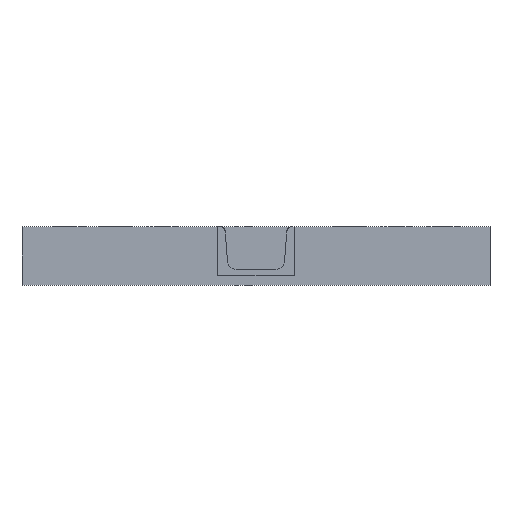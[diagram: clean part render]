
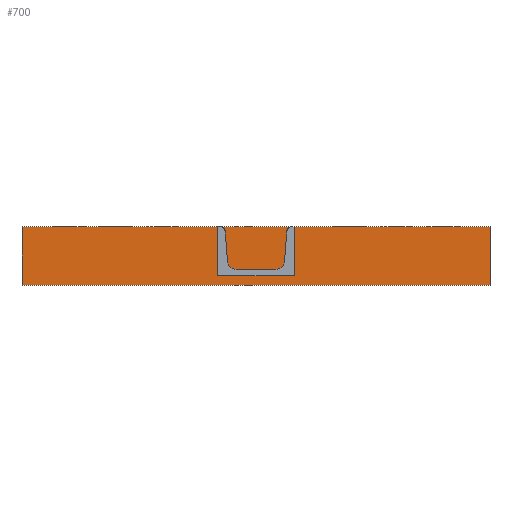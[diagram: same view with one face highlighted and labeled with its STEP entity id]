
A CAD part, front view. The second image highlights one B-rep face of the part: STEP entity #700.
In plain terms, the highlighted planar face has unit normal (0, -1, 0).
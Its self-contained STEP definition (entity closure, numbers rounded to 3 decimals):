
#52 = AXIS2_PLACEMENT_3D ( 'NONE', #628, #245, #223 ) ;
#223 = DIRECTION ( 'NONE',  ( 0., 0., -1. ) ) ;
#245 = DIRECTION ( 'NONE',  ( 0., -1., 0. ) ) ;
#279 = VERTEX_POINT ( 'NONE', #978 ) ;
#328 = CARTESIAN_POINT ( 'NONE',  ( 0., 0., -50. ) ) ;
#346 = VECTOR ( 'NONE', #558, 1000. ) ;
#409 = LINE ( 'NONE', #557, #346 ) ;
#414 = VECTOR ( 'NONE', #567, 1000. ) ;
#453 = EDGE_CURVE ( 'NONE', #279, #1547, #511, .T. ) ;
#456 = LINE ( 'NONE', #549, #507 ) ;
#459 = EDGE_CURVE ( 'NONE', #1317, #1547, #485, .T. ) ;
#464 = EDGE_CURVE ( 'NONE', #1074, #1317, #456, .T. ) ;
#472 = EDGE_CURVE ( 'NONE', #1074, #279, #409, .T. ) ;
#485 = LINE ( 'NONE', #570, #414 ) ;
#491 = VECTOR ( 'NONE', #579, 1000. ) ;
#497 = PLANE ( 'NONE',  #52 ) ;
#507 = VECTOR ( 'NONE', #547, 1000. ) ;
#511 = LINE ( 'NONE', #584, #491 ) ;
#547 = DIRECTION ( 'NONE',  ( 1., 0., 0. ) ) ;
#549 = CARTESIAN_POINT ( 'NONE',  ( -400., 0., 0. ) ) ;
#557 = CARTESIAN_POINT ( 'NONE',  ( -400., 0., 0. ) ) ;
#558 = DIRECTION ( 'NONE',  ( 0., 0., -1. ) ) ;
#567 = DIRECTION ( 'NONE',  ( 0., 0., -1. ) ) ;
#570 = CARTESIAN_POINT ( 'NONE',  ( 0., 0., 0. ) ) ;
#579 = DIRECTION ( 'NONE',  ( 1., 0., 0. ) ) ;
#584 = CARTESIAN_POINT ( 'NONE',  ( -400., 0., -50. ) ) ;
#628 = CARTESIAN_POINT ( 'NONE',  ( -400., 0., 0. ) ) ;
#700 = ADVANCED_FACE ( 'NONE', ( #2013 ), #497, .T. ) ;
#978 = CARTESIAN_POINT ( 'NONE',  ( -400., 0., -50. ) ) ;
#1074 = VERTEX_POINT ( 'NONE', #1530 ) ;
#1086 = CARTESIAN_POINT ( 'NONE',  ( 0., 0., 0. ) ) ;
#1317 = VERTEX_POINT ( 'NONE', #1086 ) ;
#1530 = CARTESIAN_POINT ( 'NONE',  ( -400., 0., 0. ) ) ;
#1547 = VERTEX_POINT ( 'NONE', #328 ) ;
#1610 = ORIENTED_EDGE ( 'NONE', *, *, #464, .F. ) ;
#1653 = ORIENTED_EDGE ( 'NONE', *, *, #472, .T. ) ;
#2013 = FACE_OUTER_BOUND ( 'NONE', #2180, .T. ) ;
#2094 = ORIENTED_EDGE ( 'NONE', *, *, #453, .T. ) ;
#2143 = ORIENTED_EDGE ( 'NONE', *, *, #459, .F. ) ;
#2180 = EDGE_LOOP ( 'NONE', ( #2143, #1610, #1653, #2094 ) ) ;
